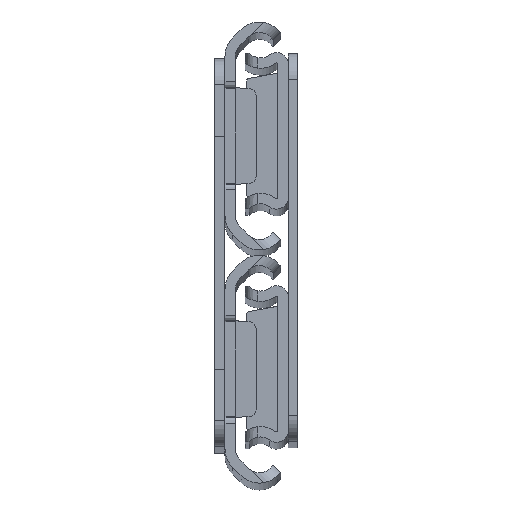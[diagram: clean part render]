
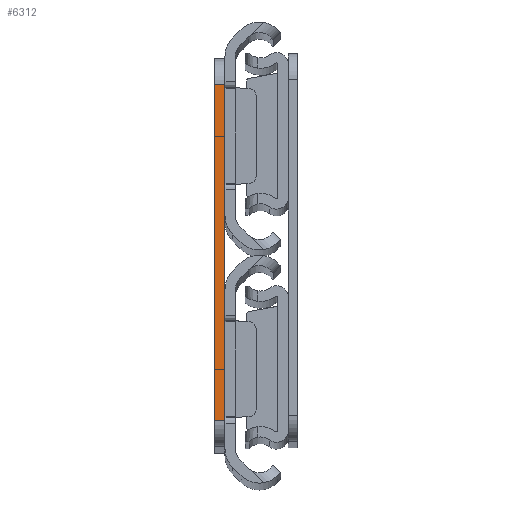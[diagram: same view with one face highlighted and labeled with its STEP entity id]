
A CAD part, top view. The second image highlights one B-rep face of the part: STEP entity #6312.
In plain terms, the highlighted planar face has unit normal (0, 0, 1).
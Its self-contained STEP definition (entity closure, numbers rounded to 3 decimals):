
#66 = VECTOR ( 'NONE', #4346, 1000. ) ;
#134 = ORIENTED_EDGE ( 'NONE', *, *, #7730, .F. ) ;
#767 = EDGE_CURVE ( 'NONE', #960, #2802, #3645, .T. ) ;
#801 = CARTESIAN_POINT ( 'NONE',  ( -1.6, 0., 0. ) ) ;
#960 = VERTEX_POINT ( 'NONE', #7227 ) ;
#1340 = CARTESIAN_POINT ( 'NONE',  ( 0., 0., 0. ) ) ;
#1803 = CARTESIAN_POINT ( 'NONE',  ( 0., -26., 0. ) ) ;
#2045 = FACE_OUTER_BOUND ( 'NONE', #5203, .T. ) ;
#2310 = CARTESIAN_POINT ( 'NONE',  ( -1.6, 26., 0. ) ) ;
#2643 = CARTESIAN_POINT ( 'NONE',  ( -1.6, -26., 0. ) ) ;
#2802 = VERTEX_POINT ( 'NONE', #1803 ) ;
#3141 = LINE ( 'NONE', #1340, #7134 ) ;
#3194 = EDGE_CURVE ( 'NONE', #6375, #960, #6740, .T. ) ;
#3198 = ORIENTED_EDGE ( 'NONE', *, *, #3194, .T. ) ;
#3226 = VECTOR ( 'NONE', #7553, 1000. ) ;
#3240 = DIRECTION ( 'NONE',  ( 0., 0., 1. ) ) ;
#3645 = LINE ( 'NONE', #2643, #3226 ) ;
#4346 = DIRECTION ( 'NONE',  ( 0., -1., 0. ) ) ;
#4362 = CARTESIAN_POINT ( 'NONE',  ( 0., 26., 0. ) ) ;
#4521 = CARTESIAN_POINT ( 'NONE',  ( -1.6, 26., 0. ) ) ;
#4971 = VECTOR ( 'NONE', #6470, 1000. ) ;
#5076 = VERTEX_POINT ( 'NONE', #4362 ) ;
#5203 = EDGE_LOOP ( 'NONE', ( #3198, #6160, #134, #7150 ) ) ;
#5592 = AXIS2_PLACEMENT_3D ( 'NONE', #801, #3240, #6880 ) ;
#5597 = LINE ( 'NONE', #2310, #4971 ) ;
#5717 = PLANE ( 'NONE',  #5592 ) ;
#6160 = ORIENTED_EDGE ( 'NONE', *, *, #767, .T. ) ;
#6312 = ADVANCED_FACE ( 'NONE', ( #2045 ), #5717, .T. ) ;
#6375 = VERTEX_POINT ( 'NONE', #4521 ) ;
#6470 = DIRECTION ( 'NONE',  ( -1., 0., 0. ) ) ;
#6740 = LINE ( 'NONE', #6779, #66 ) ;
#6779 = CARTESIAN_POINT ( 'NONE',  ( -1.6, 0., 0. ) ) ;
#6815 = DIRECTION ( 'NONE',  ( 0., -1., 0. ) ) ;
#6863 = EDGE_CURVE ( 'NONE', #5076, #6375, #5597, .T. ) ;
#6880 = DIRECTION ( 'NONE',  ( 1., 0., 0. ) ) ;
#7134 = VECTOR ( 'NONE', #6815, 1000. ) ;
#7150 = ORIENTED_EDGE ( 'NONE', *, *, #6863, .T. ) ;
#7227 = CARTESIAN_POINT ( 'NONE',  ( -1.6, -26., 0. ) ) ;
#7553 = DIRECTION ( 'NONE',  ( 1., 0., 0. ) ) ;
#7730 = EDGE_CURVE ( 'NONE', #5076, #2802, #3141, .T. ) ;
